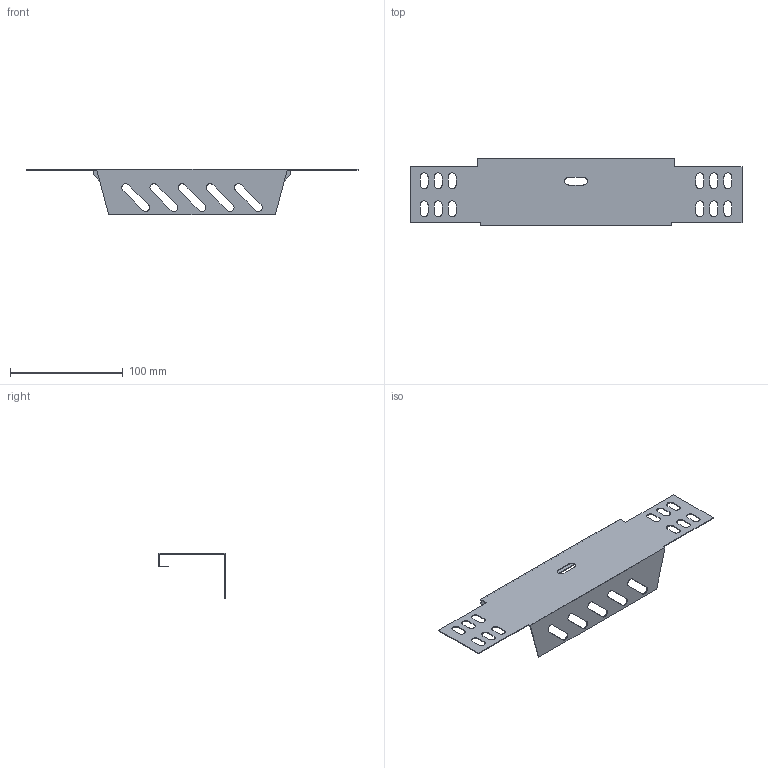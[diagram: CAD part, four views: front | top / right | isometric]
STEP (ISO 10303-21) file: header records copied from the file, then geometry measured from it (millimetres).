
FILE_DESCRIPTION (( 'STEP AP214' ), '1' );
FILE_NAME ('7109613.stp', '2018-10-02T14:08:59', ( '' ), ( '' ), 'SwSTEP 2.0', 'SolidWorks 2018', '' );
FILE_SCHEMA (( 'AUTOMOTIVE_DESIGN' ));
Length unit declared in the file: millimetre
Products named in the file (1): 7109613
Bounding box: 295 x 59.4 x 40 mm (x, y, z)
Volume: 16495.9 mm3; surface area: 48272 mm2
Topology: 1 solids, 1 shells, 112 faces, 330 edges, 220 vertices
Faces by surface type: plane 66, cylinder 42, bspline 4
Entity records: 3988 total; most frequent: CARTESIAN_POINT 867, ORIENTED_EDGE 660, DIRECTION 608, EDGE_CURVE 330, LINE 222, VECTOR 222, VERTEX_POINT 220, AXIS2_PLACEMENT_3D 193
